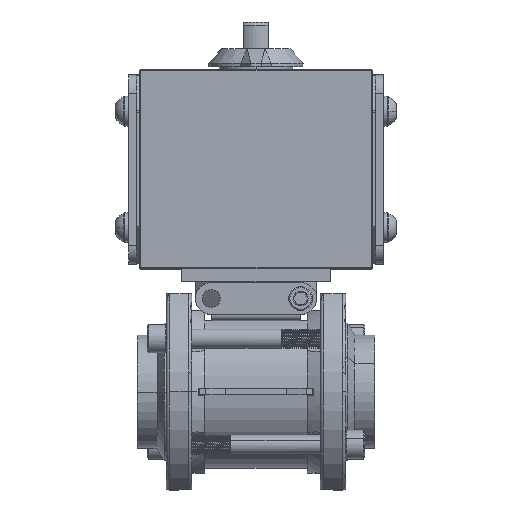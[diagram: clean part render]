
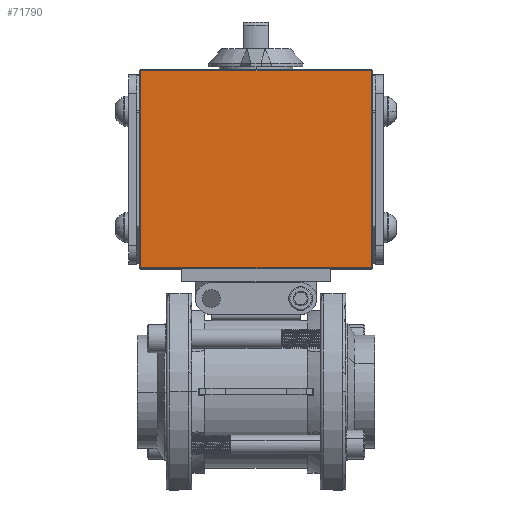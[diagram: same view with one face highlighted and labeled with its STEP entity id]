
A CAD part, top view. The second image highlights one B-rep face of the part: STEP entity #71790.
In plain terms, the highlighted planar face has unit normal (0, 0, 1).
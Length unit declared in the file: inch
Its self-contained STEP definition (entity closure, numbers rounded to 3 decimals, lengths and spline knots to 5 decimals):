
#5348 = EDGE_CURVE ( 'NONE', #71783, #63431, #55013, .T. ) ;
#6316 = EDGE_CURVE ( 'NONE', #63431, #63019, #87508, .T. ) ;
#8411 = CARTESIAN_POINT ( 'NONE',  ( -2.253, 2.423, 1.55 ) ) ;
#8558 = ORIENTED_EDGE ( 'NONE', *, *, #6316, .T. ) ;
#13658 = EDGE_CURVE ( 'NONE', #18368, #71783, #100147, .T. ) ;
#18368 = VERTEX_POINT ( 'NONE', #31541 ) ;
#21624 = EDGE_LOOP ( 'NONE', ( #8558, #25966, #94283, #70575 ) ) ;
#23827 = DIRECTION ( 'NONE',  ( 0., 1., 0. ) ) ;
#25966 = ORIENTED_EDGE ( 'NONE', *, *, #33342, .T. ) ;
#31541 = CARTESIAN_POINT ( 'NONE',  ( -2.253, 6.283, 1.55 ) ) ;
#33342 = EDGE_CURVE ( 'NONE', #63019, #18368, #83793, .T. ) ;
#36315 = VECTOR ( 'NONE', #78844, 39.37008 ) ;
#39906 = VECTOR ( 'NONE', #23827, 39.37008 ) ;
#48508 = DIRECTION ( 'NONE',  ( 0., -1., 0. ) ) ;
#55013 = LINE ( 'NONE', #103075, #57491 ) ;
#55111 = DIRECTION ( 'NONE',  ( 1., 0., 0. ) ) ;
#57491 = VECTOR ( 'NONE', #55111, 39.37008 ) ;
#58800 = CARTESIAN_POINT ( 'NONE',  ( 2.253, 6.283, 1.55 ) ) ;
#60520 = CARTESIAN_POINT ( 'NONE',  ( -2.273, 6.283, 1.55 ) ) ;
#62723 = CARTESIAN_POINT ( 'NONE',  ( -2.253, 2.403, 1.55 ) ) ;
#63019 = VERTEX_POINT ( 'NONE', #58800 ) ;
#63431 = VERTEX_POINT ( 'NONE', #63638 ) ;
#63638 = CARTESIAN_POINT ( 'NONE',  ( 2.253, 2.423, 1.55 ) ) ;
#64227 = CARTESIAN_POINT ( 'NONE',  ( -2.273, 6.303, 1.55 ) ) ;
#64323 = FACE_OUTER_BOUND ( 'NONE', #21624, .T. ) ;
#68590 = DIRECTION ( 'NONE',  ( -1., 0., 0. ) ) ;
#70575 = ORIENTED_EDGE ( 'NONE', *, *, #5348, .T. ) ;
#71636 = CARTESIAN_POINT ( 'NONE',  ( 2.253, 6.303, 1.55 ) ) ;
#71783 = VERTEX_POINT ( 'NONE', #8411 ) ;
#71790 = ADVANCED_FACE ( 'NONE', ( #64323 ), #72281, .F. ) ;
#72281 = PLANE ( 'NONE',  #84726 ) ;
#78844 = DIRECTION ( 'NONE',  ( 0., -1., 0. ) ) ;
#81274 = VECTOR ( 'NONE', #68590, 39.37008 ) ;
#83793 = LINE ( 'NONE', #60520, #81274 ) ;
#84726 = AXIS2_PLACEMENT_3D ( 'NONE', #64227, #96493, #48508 ) ;
#87508 = LINE ( 'NONE', #71636, #39906 ) ;
#94283 = ORIENTED_EDGE ( 'NONE', *, *, #13658, .T. ) ;
#96493 = DIRECTION ( 'NONE',  ( 0., 0., -1. ) ) ;
#100147 = LINE ( 'NONE', #62723, #36315 ) ;
#103075 = CARTESIAN_POINT ( 'NONE',  ( -2.273, 2.423, 1.55 ) ) ;
